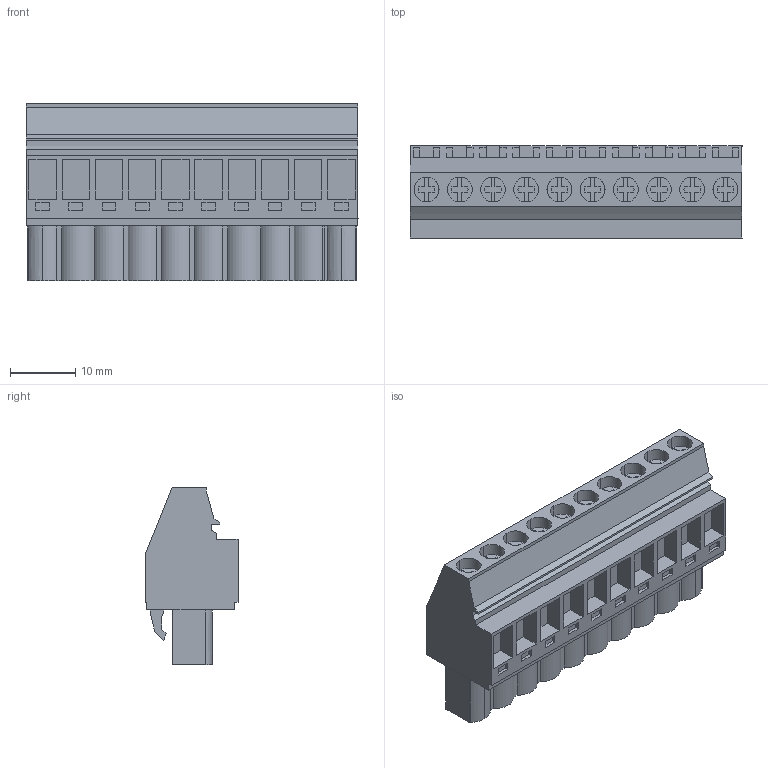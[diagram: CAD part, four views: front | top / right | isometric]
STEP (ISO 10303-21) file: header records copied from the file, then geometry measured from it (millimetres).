
FILE_DESCRIPTION(('CATIA V5 STEP','CAx-IF Rec.Pracs.--- Model Styling and Organization---1.2---2011-12-15'),'2;1');
FILE_NAME ('D1460128_0_1948870000_1948870000.stp','2017-09-09T07:56:26+00:00',('none'),('Weidmueller'),'CATIA Version 5-6 Release 2014','CATIA V5 STEP AP214','none');
FILE_SCHEMA(('AUTOMOTIVE_DESIGN { 1 0 10303 214 1 1 1 1 }'));
Length unit declared in the file: millimetre
Products named in the file (1): 1948870000
Bounding box: 50.8 x 14.1 x 27.1 mm (x, y, z)
Volume: 11524.2 mm3; surface area: 6929.8 mm2
Topology: 11 solids, 11 shells, 662 faces, 1852 edges, 1253 vertices
Faces by surface type: plane 570, cylinder 88, extrusion 4
Entity records: 20093 total; most frequent: CARTESIAN_POINT 3879, ORIENTED_EDGE 3704, DIRECTION 2706, EDGE_CURVE 1852, VECTOR 1632, LINE 1628, VERTEX_POINT 1253, EDGE_LOOP 705
